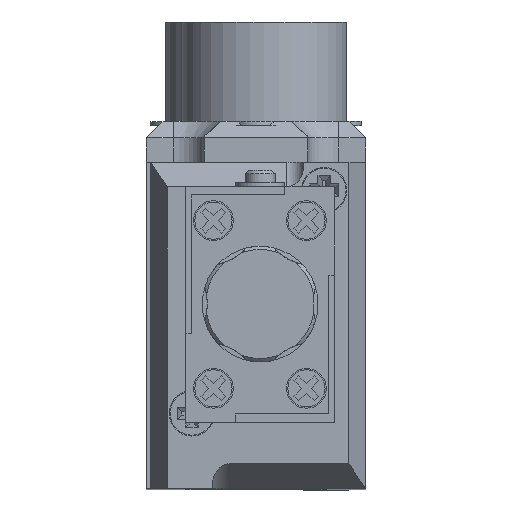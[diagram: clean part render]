
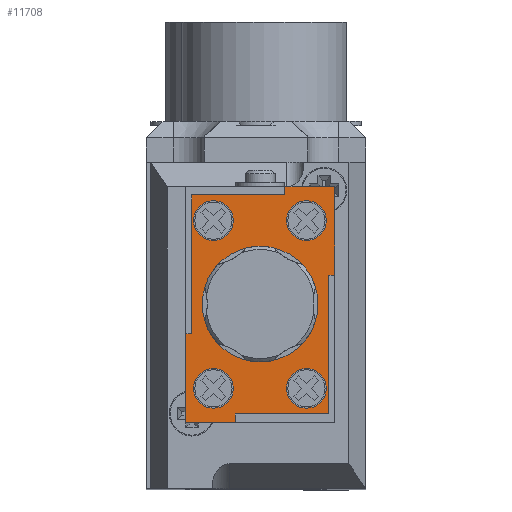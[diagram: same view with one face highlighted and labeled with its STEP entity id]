
A CAD part, top view. The second image highlights one B-rep face of the part: STEP entity #11708.
In plain terms, the highlighted planar face has unit normal (0, 0, 1).
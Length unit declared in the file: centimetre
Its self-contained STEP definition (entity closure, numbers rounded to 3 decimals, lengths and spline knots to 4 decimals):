
#491=LINE($,#17202,#1619);
#492=LINE($,#17204,#1620);
#493=LINE($,#17206,#1621);
#494=LINE($,#17208,#1622);
#495=LINE($,#17210,#1623);
#496=LINE($,#17212,#1624);
#497=LINE($,#17214,#1625);
#498=LINE($,#17216,#1626);
#499=LINE($,#17218,#1627);
#500=LINE($,#17220,#1628);
#501=LINE($,#17222,#1629);
#502=LINE($,#17223,#1630);
#1619=VECTOR($,#13940,0.6);
#1620=VECTOR($,#13941,0.1);
#1621=VECTOR($,#13942,1.13);
#1622=VECTOR($,#13943,1.68);
#1623=VECTOR($,#13944,0.07);
#1624=VECTOR($,#13945,1.07);
#1625=VECTOR($,#13946,0.6);
#1626=VECTOR($,#13947,0.1);
#1627=VECTOR($,#13948,1.13);
#1628=VECTOR($,#13949,1.68);
#1629=VECTOR($,#13950,0.07);
#1630=VECTOR($,#13951,1.07);
#2629=PLANE($,#12478);
#3054=FACE_BOUND($,#4019,.T.);
#3055=FACE_BOUND($,#4020,.T.);
#3056=FACE_BOUND($,#4021,.T.);
#3057=FACE_BOUND($,#4022,.T.);
#3287=FACE_OUTER_BOUND($,#4018,.T.);
#4018=EDGE_LOOP($,(#8507,#8508,#8509,#8510,#8511,#8512,#8513,#8514,#8515,
#8516,#8517,#8518));
#4019=EDGE_LOOP($,(#8519));
#4020=EDGE_LOOP($,(#8520));
#4021=EDGE_LOOP($,(#8521));
#4022=EDGE_LOOP($,(#8522));
#4729=CIRCLE($,#12456,0.24);
#4733=CIRCLE($,#12462,0.24);
#4737=CIRCLE($,#12468,0.24);
#4741=CIRCLE($,#12474,0.24);
#5234=VERTEX_POINT($,#17162);
#5238=VERTEX_POINT($,#17172);
#5242=VERTEX_POINT($,#17182);
#5246=VERTEX_POINT($,#17192);
#5249=VERTEX_POINT($,#17200);
#5250=VERTEX_POINT($,#17201);
#5251=VERTEX_POINT($,#17203);
#5252=VERTEX_POINT($,#17205);
#5253=VERTEX_POINT($,#17207);
#5254=VERTEX_POINT($,#17209);
#5255=VERTEX_POINT($,#17211);
#5256=VERTEX_POINT($,#17213);
#5257=VERTEX_POINT($,#17215);
#5258=VERTEX_POINT($,#17217);
#5259=VERTEX_POINT($,#17219);
#5260=VERTEX_POINT($,#17221);
#6521=EDGE_CURVE($,#5234,#5234,#4729,.T.);
#6525=EDGE_CURVE($,#5238,#5238,#4733,.T.);
#6529=EDGE_CURVE($,#5242,#5242,#4737,.T.);
#6533=EDGE_CURVE($,#5246,#5246,#4741,.T.);
#6536=EDGE_CURVE($,#5249,#5250,#491,.T.);
#6537=EDGE_CURVE($,#5250,#5251,#492,.T.);
#6538=EDGE_CURVE($,#5251,#5252,#493,.T.);
#6539=EDGE_CURVE($,#5252,#5253,#494,.T.);
#6540=EDGE_CURVE($,#5253,#5254,#495,.T.);
#6541=EDGE_CURVE($,#5254,#5255,#496,.T.);
#6542=EDGE_CURVE($,#5255,#5256,#497,.T.);
#6543=EDGE_CURVE($,#5256,#5257,#498,.T.);
#6544=EDGE_CURVE($,#5257,#5258,#499,.T.);
#6545=EDGE_CURVE($,#5258,#5259,#500,.T.);
#6546=EDGE_CURVE($,#5259,#5260,#501,.T.);
#6547=EDGE_CURVE($,#5260,#5249,#502,.T.);
#8507=ORIENTED_EDGE($,*,*,#6536,.T.);
#8508=ORIENTED_EDGE($,*,*,#6537,.T.);
#8509=ORIENTED_EDGE($,*,*,#6538,.T.);
#8510=ORIENTED_EDGE($,*,*,#6539,.T.);
#8511=ORIENTED_EDGE($,*,*,#6540,.T.);
#8512=ORIENTED_EDGE($,*,*,#6541,.T.);
#8513=ORIENTED_EDGE($,*,*,#6542,.T.);
#8514=ORIENTED_EDGE($,*,*,#6543,.T.);
#8515=ORIENTED_EDGE($,*,*,#6544,.T.);
#8516=ORIENTED_EDGE($,*,*,#6545,.T.);
#8517=ORIENTED_EDGE($,*,*,#6546,.T.);
#8518=ORIENTED_EDGE($,*,*,#6547,.T.);
#8519=ORIENTED_EDGE($,*,*,#6533,.F.);
#8520=ORIENTED_EDGE($,*,*,#6521,.T.);
#8521=ORIENTED_EDGE($,*,*,#6525,.T.);
#8522=ORIENTED_EDGE($,*,*,#6529,.F.);
#11708=ADVANCED_FACE($,(#3287,#3054,#3055,#3056,#3057),#2629,.F.);
#12456=AXIS2_PLACEMENT_3D($,#17163,#13894,#13895);
#12462=AXIS2_PLACEMENT_3D($,#17173,#13906,#13907);
#12468=AXIS2_PLACEMENT_3D($,#17183,#13918,#13919);
#12474=AXIS2_PLACEMENT_3D($,#17193,#13930,#13931);
#12478=AXIS2_PLACEMENT_3D($,#17199,#13938,#13939);
#13894=DIRECTION('center_axis',(0.,0.,
-1.));
#13895=DIRECTION('ref_axis',(1.,0.,0.));
#13906=DIRECTION('center_axis',(0.,0.,
-1.));
#13907=DIRECTION('ref_axis',(1.,0.,0.));
#13918=DIRECTION('center_axis',(0.,0.,
1.));
#13919=DIRECTION('ref_axis',(1.,0.,0.));
#13930=DIRECTION('center_axis',(0.,0.,
1.));
#13931=DIRECTION('ref_axis',(1.,0.,0.));
#13938=DIRECTION('center_axis',(0.,0.,
-1.));
#13939=DIRECTION('ref_axis',(-1.,0.,0.));
#13940=DIRECTION($,(-1.,0.,0.));
#13941=DIRECTION($,(0.,-1.,0.));
#13942=DIRECTION($,(-1.,0.,0.));
#13943=DIRECTION($,(0.,-1.,0.));
#13944=DIRECTION($,(-1.,0.,0.));
#13945=DIRECTION($,(0.,-1.,0.));
#13946=DIRECTION($,(1.,0.,0.));
#13947=DIRECTION($,(0.,1.,0.));
#13948=DIRECTION($,(1.,0.,0.));
#13949=DIRECTION($,(0.,1.,0.));
#13950=DIRECTION($,(1.,0.,0.));
#13951=DIRECTION($,(0.,1.,0.));
#17162=CARTESIAN_POINT('',(-0.7483,-0.5598,6.2));
#17163=CARTESIAN_POINT('Origin',(-0.9883,-0.5598,
6.2));
#17172=CARTESIAN_POINT('',(0.3767,-0.5598,6.2));
#17173=CARTESIAN_POINT('Origin',(0.1367,-0.5598,6.2));
#17182=CARTESIAN_POINT('',(0.3767,1.4702,6.2));
#17183=CARTESIAN_POINT('Origin',(0.1367,1.4702,6.2));
#17192=CARTESIAN_POINT('',(-0.7483,1.4702,6.2));
#17193=CARTESIAN_POINT('Origin',(-0.9883,1.4702,6.2));
#17199=CARTESIAN_POINT('Origin',(0.4767,1.8802,6.2));
#17200=CARTESIAN_POINT('',(0.4767,1.8802,6.2));
#17201=CARTESIAN_POINT('',(-0.1233,1.8802,6.2));
#17202=CARTESIAN_POINT($,(-0.1233,1.8802,6.2));
#17203=CARTESIAN_POINT('',(-0.1233,1.7802,6.2));
#17204=CARTESIAN_POINT($,(-0.1233,1.7802,6.2));
#17205=CARTESIAN_POINT('',(-1.2533,1.7802,6.2));
#17206=CARTESIAN_POINT($,(-1.2533,1.7802,6.2));
#17207=CARTESIAN_POINT('',(-1.2533,0.1002,6.2));
#17208=CARTESIAN_POINT($,(-1.2533,0.1002,6.2));
#17209=CARTESIAN_POINT('',(-1.3233,0.1002,6.2));
#17210=CARTESIAN_POINT($,(-1.3233,0.1002,6.2));
#17211=CARTESIAN_POINT('',(-1.3233,-0.9698,6.2));
#17212=CARTESIAN_POINT($,(-1.3233,-0.9698,6.2));
#17213=CARTESIAN_POINT('',(-0.7233,-0.9698,6.2));
#17214=CARTESIAN_POINT($,(-0.7233,-0.9698,6.2));
#17215=CARTESIAN_POINT('',(-0.7233,-0.8698,6.2));
#17216=CARTESIAN_POINT($,(-0.7233,-0.8698,6.2));
#17217=CARTESIAN_POINT('',(0.4067,-0.8698,6.2));
#17218=CARTESIAN_POINT($,(0.4067,-0.8698,6.2));
#17219=CARTESIAN_POINT('',(0.4067,0.8102,6.2));
#17220=CARTESIAN_POINT($,(0.4067,0.8102,6.2));
#17221=CARTESIAN_POINT('',(0.4767,0.8102,6.2));
#17222=CARTESIAN_POINT($,(0.4767,0.8102,6.2));
#17223=CARTESIAN_POINT($,(0.4767,1.8802,6.2));
